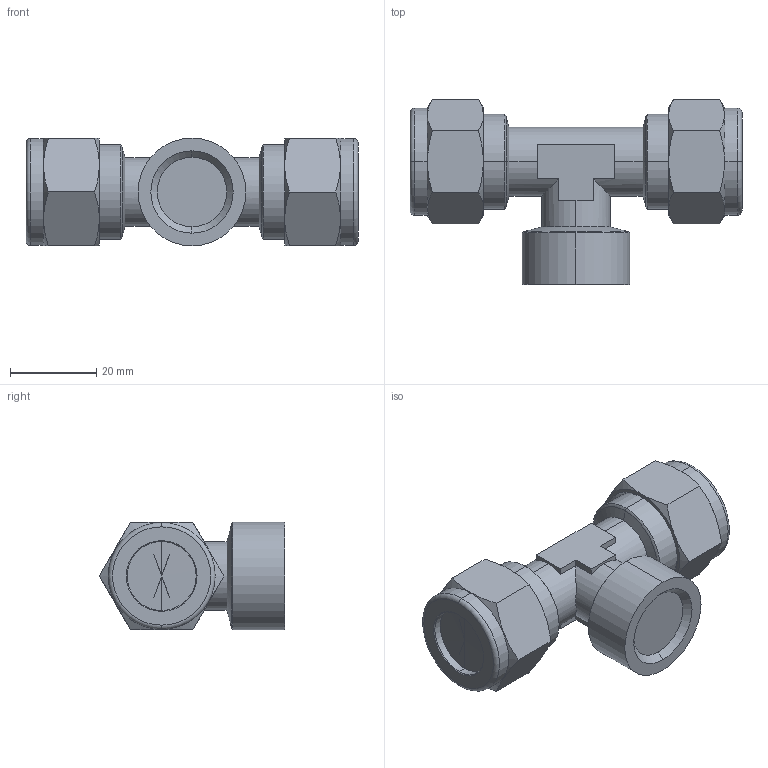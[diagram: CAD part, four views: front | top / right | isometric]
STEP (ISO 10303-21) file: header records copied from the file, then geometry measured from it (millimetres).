
FILE_DESCRIPTION (( 'STEP AP214' ), '1' );
FILE_NAME ('1024000015.step', '2013-02-25T17:13:12', ( '' ), ( '' ), 'SwSTEP 2.0', 'SolidWorks 2012', '' );
FILE_SCHEMA (( 'AUTOMOTIVE_DESIGN' ));
Length unit declared in the file: millimetre
Products named in the file (1): 1024000015
Bounding box: 77 x 42.93 x 25 mm (x, y, z)
Volume: 35566.6 mm3; surface area: 9336.4 mm2
Topology: 1 solids, 3 shells, 109 faces, 243 edges, 143 vertices
Faces by surface type: plane 39, cone 36, cylinder 24, torus 10
Entity records: 3243 total; most frequent: CARTESIAN_POINT 833, DIRECTION 511, ORIENTED_EDGE 482, EDGE_CURVE 241, AXIS2_PLACEMENT_3D 205, VERTEX_POINT 143, EDGE_LOOP 114, FACE_OUTER_BOUND 109
